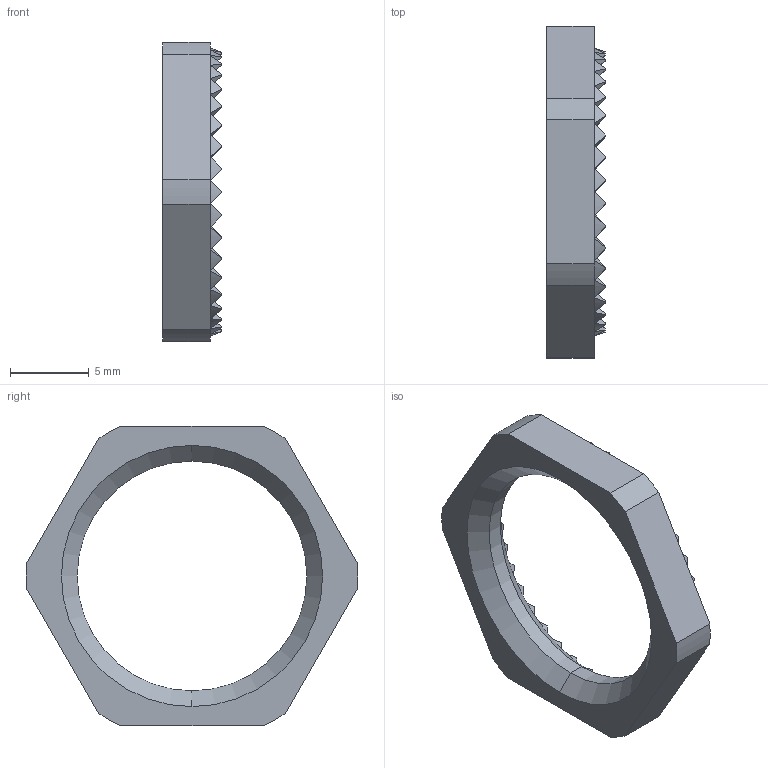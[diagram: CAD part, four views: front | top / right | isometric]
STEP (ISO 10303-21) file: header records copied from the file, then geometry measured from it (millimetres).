
FILE_DESCRIPTION (( 'STEP AP203' ), '1' );
FILE_NAME ('D3416100IndA.STEP', '2015-08-21T06:52:05', ( '' ), ( '' ), 'SwSTEP 2.0', 'SolidWorks 2015', '' );
FILE_SCHEMA (( 'CONFIG_CONTROL_DESIGN' ));
Length unit declared in the file: millimetre
Products named in the file (1): D3416100IndA
Bounding box: 3.7 x 21.09 x 19 mm (x, y, z)
Volume: 390.7 mm3; surface area: 602.5 mm2
Topology: 1 solids, 1 shells, 211 faces, 468 edges, 260 vertices
Faces by surface type: plane 123, cone 80, cylinder 8
Entity records: 5747 total; most frequent: CARTESIAN_POINT 1396, ORIENTED_EDGE 936, DIRECTION 912, EDGE_CURVE 468, AXIS2_PLACEMENT_3D 384, VERTEX_POINT 260, EDGE_LOOP 214, FACE_OUTER_BOUND 211
